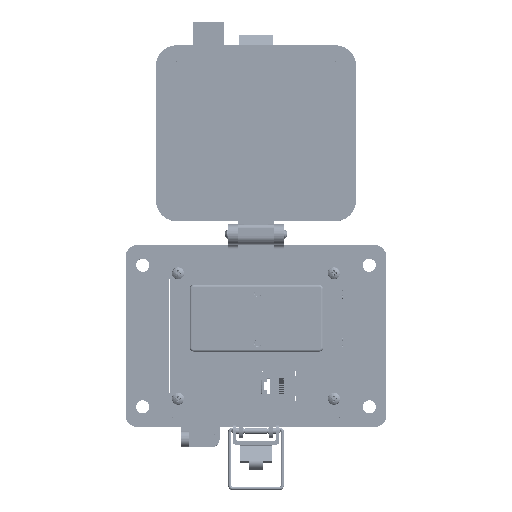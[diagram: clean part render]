
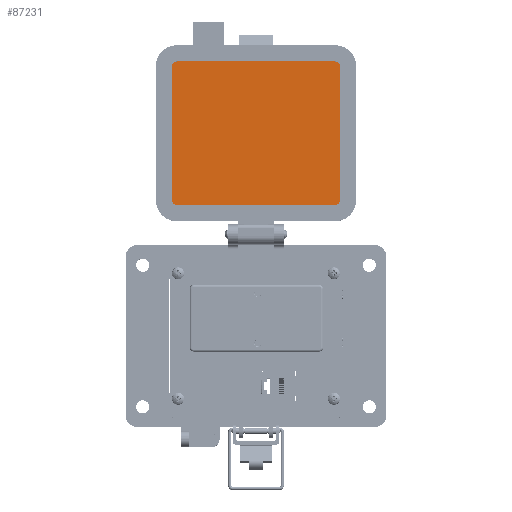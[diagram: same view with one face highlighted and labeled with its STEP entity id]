
A CAD part, top view. The second image highlights one B-rep face of the part: STEP entity #87231.
In plain terms, the highlighted planar face has unit normal (0, 0, 1).
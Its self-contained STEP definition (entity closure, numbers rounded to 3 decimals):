
#2180 = VERTEX_POINT ( 'NONE', #89598 ) ;
#10010 = DIRECTION ( 'NONE',  ( 0., -1., 0. ) ) ;
#14898 = AXIS2_PLACEMENT_3D ( 'NONE', #96025, #77414, #21582 ) ;
#18894 = EDGE_CURVE ( 'NONE', #39974, #224334, #129206, .T. ) ;
#21582 = DIRECTION ( 'NONE',  ( -1., 0., 0. ) ) ;
#22098 = CARTESIAN_POINT ( 'NONE',  ( -44.769, 93.196, 19.202 ) ) ;
#31047 = ORIENTED_EDGE ( 'NONE', *, *, #108503, .F. ) ;
#31053 = AXIS2_PLACEMENT_3D ( 'NONE', #152083, #220875, #205710 ) ;
#36027 = DIRECTION ( 'NONE',  ( 0., 0., -1. ) ) ;
#36154 = EDGE_CURVE ( 'NONE', #130995, #124720, #57338, .T. ) ;
#38468 = CARTESIAN_POINT ( 'NONE',  ( -44.769, 60.004, 19.202 ) ) ;
#38633 = CARTESIAN_POINT ( 'NONE',  ( -42.469, 126.389, 19.202 ) ) ;
#39974 = VERTEX_POINT ( 'NONE', #38468 ) ;
#50029 = VERTEX_POINT ( 'NONE', #193000 ) ;
#55074 = CARTESIAN_POINT ( 'NONE',  ( 35.912, 57.705, 19.202 ) ) ;
#56079 = CIRCLE ( 'NONE', #179049, 2.299 ) ;
#57338 = LINE ( 'NONE', #166857, #193660 ) ;
#61260 = LINE ( 'NONE', #169646, #74716 ) ;
#63189 = ORIENTED_EDGE ( 'NONE', *, *, #189390, .F. ) ;
#64866 = AXIS2_PLACEMENT_3D ( 'NONE', #160652, #209721, #123358 ) ;
#68696 = DIRECTION ( 'NONE',  ( 1., 0., 0. ) ) ;
#73488 = ORIENTED_EDGE ( 'NONE', *, *, #91670, .F. ) ;
#74716 = VECTOR ( 'NONE', #10010, 1000. ) ;
#77043 = DIRECTION ( 'NONE',  ( 0., -1., 0. ) ) ;
#77414 = DIRECTION ( 'NONE',  ( 0., 0., 1. ) ) ;
#87231 = ADVANCED_FACE ( 'NONE', ( #94880 ), #163712, .T. ) ;
#87662 = VERTEX_POINT ( 'NONE', #55074 ) ;
#88581 = ORIENTED_EDGE ( 'NONE', *, *, #225313, .F. ) ;
#89598 = CARTESIAN_POINT ( 'NONE',  ( 38.212, 126.389, 19.202 ) ) ;
#89873 = CARTESIAN_POINT ( 'NONE',  ( -44.769, 126.389, 19.202 ) ) ;
#91670 = EDGE_CURVE ( 'NONE', #124720, #2180, #56079, .T. ) ;
#93112 = DIRECTION ( 'NONE',  ( 0., 1., 0. ) ) ;
#94880 = FACE_OUTER_BOUND ( 'NONE', #224426, .T. ) ;
#96025 = CARTESIAN_POINT ( 'NONE',  ( 39.871, 130.108, 19.202 ) ) ;
#100579 = ORIENTED_EDGE ( 'NONE', *, *, #201801, .F. ) ;
#108503 = EDGE_CURVE ( 'NONE', #2180, #50029, #61260, .T. ) ;
#108855 = ORIENTED_EDGE ( 'NONE', *, *, #36154, .F. ) ;
#114300 = CARTESIAN_POINT ( 'NONE',  ( -42.469, 128.688, 19.202 ) ) ;
#119774 = CIRCLE ( 'NONE', #164578, 2.299 ) ;
#121118 = CARTESIAN_POINT ( 'NONE',  ( 35.912, 126.389, 19.202 ) ) ;
#123358 = DIRECTION ( 'NONE',  ( 0., -1., 0. ) ) ;
#124407 = CARTESIAN_POINT ( 'NONE',  ( 35.912, 128.688, 19.202 ) ) ;
#124720 = VERTEX_POINT ( 'NONE', #124407 ) ;
#129206 = LINE ( 'NONE', #22098, #137931 ) ;
#130995 = VERTEX_POINT ( 'NONE', #114300 ) ;
#137931 = VECTOR ( 'NONE', #93112, 1000. ) ;
#138928 = DIRECTION ( 'NONE',  ( -1., 0., 0. ) ) ;
#140911 = CARTESIAN_POINT ( 'NONE',  ( -42.469, 57.705, 19.202 ) ) ;
#145870 = DIRECTION ( 'NONE',  ( 0., 0., -1. ) ) ;
#152083 = CARTESIAN_POINT ( 'NONE',  ( -42.469, 60.004, 19.202 ) ) ;
#153963 = CIRCLE ( 'NONE', #31053, 2.299 ) ;
#154882 = EDGE_CURVE ( 'NONE', #213247, #39974, #153963, .T. ) ;
#158734 = LINE ( 'NONE', #159864, #204094 ) ;
#159864 = CARTESIAN_POINT ( 'NONE',  ( -3.279, 57.705, 19.202 ) ) ;
#160652 = CARTESIAN_POINT ( 'NONE',  ( 35.912, 60.004, 19.202 ) ) ;
#163712 = PLANE ( 'NONE',  #14898 ) ;
#164578 = AXIS2_PLACEMENT_3D ( 'NONE', #38633, #145870, #77043 ) ;
#165353 = CIRCLE ( 'NONE', #64866, 2.299 ) ;
#166857 = CARTESIAN_POINT ( 'NONE',  ( -3.279, 128.688, 19.202 ) ) ;
#169646 = CARTESIAN_POINT ( 'NONE',  ( 38.212, 93.196, 19.202 ) ) ;
#179049 = AXIS2_PLACEMENT_3D ( 'NONE', #121118, #36027, #68696 ) ;
#185518 = DIRECTION ( 'NONE',  ( 1., 0., 0. ) ) ;
#185716 = ORIENTED_EDGE ( 'NONE', *, *, #154882, .F. ) ;
#189390 = EDGE_CURVE ( 'NONE', #50029, #87662, #165353, .T. ) ;
#193000 = CARTESIAN_POINT ( 'NONE',  ( 38.212, 60.004, 19.202 ) ) ;
#193660 = VECTOR ( 'NONE', #185518, 1000. ) ;
#201801 = EDGE_CURVE ( 'NONE', #87662, #213247, #158734, .T. ) ;
#204094 = VECTOR ( 'NONE', #138928, 1000. ) ;
#205710 = DIRECTION ( 'NONE',  ( 1., 0., 0. ) ) ;
#209721 = DIRECTION ( 'NONE',  ( 0., 0., -1. ) ) ;
#212551 = ORIENTED_EDGE ( 'NONE', *, *, #18894, .F. ) ;
#213247 = VERTEX_POINT ( 'NONE', #140911 ) ;
#220875 = DIRECTION ( 'NONE',  ( 0., 0., -1. ) ) ;
#224334 = VERTEX_POINT ( 'NONE', #89873 ) ;
#224426 = EDGE_LOOP ( 'NONE', ( #63189, #31047, #73488, #108855, #88581, #212551, #185716, #100579 ) ) ;
#225313 = EDGE_CURVE ( 'NONE', #224334, #130995, #119774, .T. ) ;
